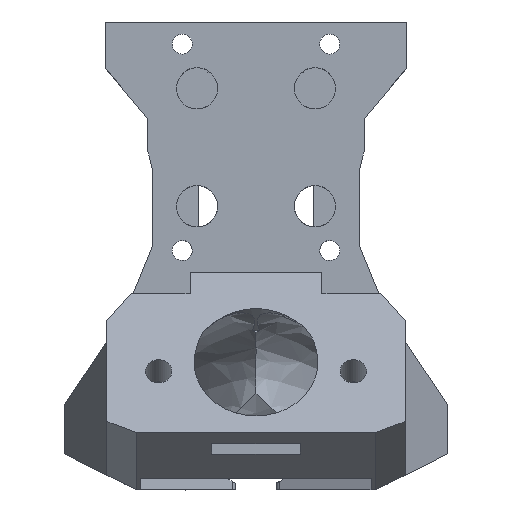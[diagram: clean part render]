
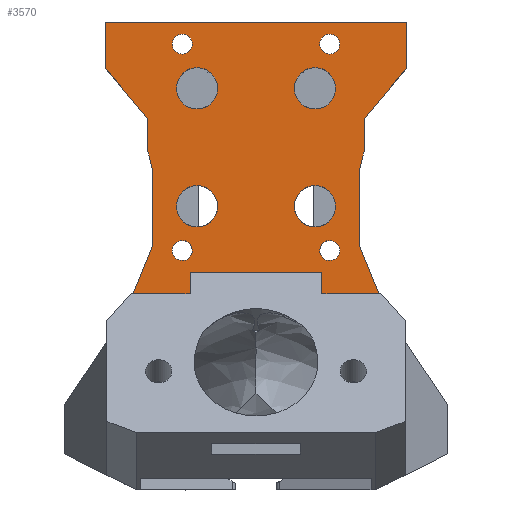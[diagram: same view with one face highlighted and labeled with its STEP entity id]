
A CAD part, front view. The second image highlights one B-rep face of the part: STEP entity #3570.
In plain terms, the highlighted planar face has unit normal (0, -1, 0).
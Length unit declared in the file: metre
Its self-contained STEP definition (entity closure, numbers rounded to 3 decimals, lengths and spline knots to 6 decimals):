
#47=CIRCLE('',#3788,0.0035);
#48=CIRCLE('',#3789,0.0035);
#49=CIRCLE('',#3790,0.0017);
#50=CIRCLE('',#3791,0.0017);
#51=CIRCLE('',#3792,0.0035);
#52=CIRCLE('',#3793,0.0035);
#53=CIRCLE('',#3794,0.0017);
#54=CIRCLE('',#3795,0.0017);
#343=ORIENTED_EDGE('',*,*,#1362,.F.);
#344=ORIENTED_EDGE('',*,*,#1388,.T.);
#345=ORIENTED_EDGE('',*,*,#1389,.F.);
#346=ORIENTED_EDGE('',*,*,#1390,.F.);
#347=ORIENTED_EDGE('',*,*,#1391,.F.);
#348=ORIENTED_EDGE('',*,*,#1392,.F.);
#349=ORIENTED_EDGE('',*,*,#1393,.F.);
#350=ORIENTED_EDGE('',*,*,#1394,.T.);
#351=ORIENTED_EDGE('',*,*,#1395,.T.);
#352=ORIENTED_EDGE('',*,*,#1396,.T.);
#353=ORIENTED_EDGE('',*,*,#1397,.T.);
#354=ORIENTED_EDGE('',*,*,#1398,.F.);
#355=ORIENTED_EDGE('',*,*,#1369,.T.);
#356=ORIENTED_EDGE('',*,*,#1399,.T.);
#357=ORIENTED_EDGE('',*,*,#1400,.F.);
#358=ORIENTED_EDGE('',*,*,#1401,.F.);
#359=ORIENTED_EDGE('',*,*,#1402,.T.);
#360=ORIENTED_EDGE('',*,*,#1403,.T.);
#361=ORIENTED_EDGE('',*,*,#1404,.T.);
#362=ORIENTED_EDGE('',*,*,#1405,.T.);
#363=ORIENTED_EDGE('',*,*,#1406,.F.);
#364=ORIENTED_EDGE('',*,*,#1407,.F.);
#1362=EDGE_CURVE('',#1885,#1887,#2212,.T.);
#1369=EDGE_CURVE('',#1893,#1894,#2218,.T.);
#1388=EDGE_CURVE('',#1885,#1909,#2234,.T.);
#1389=EDGE_CURVE('',#1910,#1909,#2235,.T.);
#1390=EDGE_CURVE('',#1911,#1910,#2236,.T.);
#1391=EDGE_CURVE('',#1912,#1911,#2237,.T.);
#1392=EDGE_CURVE('',#1913,#1912,#2238,.T.);
#1393=EDGE_CURVE('',#1914,#1913,#2239,.T.);
#1394=EDGE_CURVE('',#1914,#1915,#2240,.T.);
#1395=EDGE_CURVE('',#1915,#1916,#2241,.T.);
#1396=EDGE_CURVE('',#1916,#1917,#2242,.T.);
#1397=EDGE_CURVE('',#1917,#1918,#2243,.T.);
#1398=EDGE_CURVE('',#1893,#1918,#2244,.T.);
#1399=EDGE_CURVE('',#1894,#1887,#2245,.T.);
#1400=EDGE_CURVE('',#1919,#1919,#47,.T.);
#1401=EDGE_CURVE('',#1920,#1920,#48,.T.);
#1402=EDGE_CURVE('',#1921,#1921,#49,.T.);
#1403=EDGE_CURVE('',#1922,#1922,#50,.T.);
#1404=EDGE_CURVE('',#1923,#1923,#51,.T.);
#1405=EDGE_CURVE('',#1924,#1924,#52,.T.);
#1406=EDGE_CURVE('',#1925,#1925,#53,.T.);
#1407=EDGE_CURVE('',#1926,#1926,#54,.T.);
#1885=VERTEX_POINT('',#5873);
#1887=VERTEX_POINT('',#5876);
#1893=VERTEX_POINT('',#5893);
#1894=VERTEX_POINT('',#5894);
#1909=VERTEX_POINT('',#5934);
#1910=VERTEX_POINT('',#5936);
#1911=VERTEX_POINT('',#5938);
#1912=VERTEX_POINT('',#5940);
#1913=VERTEX_POINT('',#5942);
#1914=VERTEX_POINT('',#5944);
#1915=VERTEX_POINT('',#5946);
#1916=VERTEX_POINT('',#5948);
#1917=VERTEX_POINT('',#5950);
#1918=VERTEX_POINT('',#5952);
#1919=VERTEX_POINT('',#5956);
#1920=VERTEX_POINT('',#5958);
#1921=VERTEX_POINT('',#5960);
#1922=VERTEX_POINT('',#5962);
#1923=VERTEX_POINT('',#5964);
#1924=VERTEX_POINT('',#5966);
#1925=VERTEX_POINT('',#5968);
#1926=VERTEX_POINT('',#5970);
#2212=LINE('',#5875,#2561);
#2218=LINE('',#5892,#2567);
#2234=LINE('',#5933,#2583);
#2235=LINE('',#5935,#2584);
#2236=LINE('',#5937,#2585);
#2237=LINE('',#5939,#2586);
#2238=LINE('',#5941,#2587);
#2239=LINE('',#5943,#2588);
#2240=LINE('',#5945,#2589);
#2241=LINE('',#5947,#2590);
#2242=LINE('',#5949,#2591);
#2243=LINE('',#5951,#2592);
#2244=LINE('',#5953,#2593);
#2245=LINE('',#5954,#2594);
#2561=VECTOR('',#4130,1.);
#2567=VECTOR('',#4138,1.);
#2583=VECTOR('',#4164,1.);
#2584=VECTOR('',#4165,1.);
#2585=VECTOR('',#4166,1.);
#2586=VECTOR('',#4167,1.);
#2587=VECTOR('',#4168,1.);
#2588=VECTOR('',#4169,1.);
#2589=VECTOR('',#4170,1.);
#2590=VECTOR('',#4171,1.);
#2591=VECTOR('',#4172,1.);
#2592=VECTOR('',#4173,1.);
#2593=VECTOR('',#4174,1.);
#2594=VECTOR('',#4175,1.);
#2890=EDGE_LOOP('',(#343,#344,#345,#346,#347,#348,#349,#350,#351,#352,#353,
#354,#355,#356));
#2891=EDGE_LOOP('',(#357));
#2892=EDGE_LOOP('',(#358));
#2893=EDGE_LOOP('',(#359));
#2894=EDGE_LOOP('',(#360));
#2895=EDGE_LOOP('',(#361));
#2896=EDGE_LOOP('',(#362));
#2897=EDGE_LOOP('',(#363));
#2898=EDGE_LOOP('',(#364));
#3165=FACE_BOUND('',#2890,.T.);
#3166=FACE_BOUND('',#2891,.T.);
#3167=FACE_BOUND('',#2892,.T.);
#3168=FACE_BOUND('',#2893,.T.);
#3169=FACE_BOUND('',#2894,.T.);
#3170=FACE_BOUND('',#2895,.T.);
#3171=FACE_BOUND('',#2896,.T.);
#3172=FACE_BOUND('',#2897,.T.);
#3173=FACE_BOUND('',#2898,.T.);
#3432=PLANE('',#3787);
#3570=ADVANCED_FACE('',(#3165,#3166,#3167,#3168,#3169,#3170,#3171,#3172,
#3173),#3432,.F.);
#3787=AXIS2_PLACEMENT_3D('',#5932,#4162,#4163);
#3788=AXIS2_PLACEMENT_3D('',#5955,#4176,#4177);
#3789=AXIS2_PLACEMENT_3D('',#5957,#4178,#4179);
#3790=AXIS2_PLACEMENT_3D('',#5959,#4180,#4181);
#3791=AXIS2_PLACEMENT_3D('',#5961,#4182,#4183);
#3792=AXIS2_PLACEMENT_3D('',#5963,#4184,#4185);
#3793=AXIS2_PLACEMENT_3D('',#5965,#4186,#4187);
#3794=AXIS2_PLACEMENT_3D('',#5967,#4188,#4189);
#3795=AXIS2_PLACEMENT_3D('',#5969,#4190,#4191);
#4130=DIRECTION('',(0.378,0.,-0.926));
#4138=DIRECTION('',(-0.378,0.,-0.926));
#4162=DIRECTION('',(0.,1.,0.));
#4163=DIRECTION('',(0.,0.,1.));
#4164=DIRECTION('',(0.,0.,1.));
#4165=DIRECTION('',(-0.236,0.,-0.972));
#4166=DIRECTION('',(0.,0.,-1.));
#4167=DIRECTION('',(-0.643,0.,-0.766));
#4168=DIRECTION('',(0.,0.,-1.));
#4169=DIRECTION('',(1.,0.,0.));
#4170=DIRECTION('',(0.,0.,-1.));
#4171=DIRECTION('',(0.643,0.,-0.766));
#4172=DIRECTION('',(0.,0.,-1.));
#4173=DIRECTION('',(0.236,0.,-0.972));
#4174=DIRECTION('',(0.,0.,1.));
#4175=DIRECTION('',(1.,0.,0.));
#4176=DIRECTION('',(0.,-1.,0.));
#4177=DIRECTION('',(0.,0.,-1.));
#4178=DIRECTION('',(0.,-1.,0.));
#4179=DIRECTION('',(0.,0.,-1.));
#4180=DIRECTION('',(0.,1.,0.));
#4181=DIRECTION('',(-1.,0.,0.));
#4182=DIRECTION('',(0.,1.,0.));
#4183=DIRECTION('',(-1.,0.,0.));
#4184=DIRECTION('',(0.,1.,0.));
#4185=DIRECTION('',(0.,0.,-1.));
#4186=DIRECTION('',(0.,1.,0.));
#4187=DIRECTION('',(0.,0.,-1.));
#4188=DIRECTION('',(0.,-1.,0.));
#4189=DIRECTION('',(1.,0.,0.));
#4190=DIRECTION('',(0.,-1.,0.));
#4191=DIRECTION('',(1.,0.,0.));
#5873=CARTESIAN_POINT('',(0.0175,-0.01365,0.043332));
#5875=CARTESIAN_POINT('',(0.023813,-0.01365,0.027869));
#5876=CARTESIAN_POINT('',(0.023274,-0.01365,0.02919));
#5892=CARTESIAN_POINT('',(-0.023813,-0.01365,0.027869));
#5893=CARTESIAN_POINT('',(-0.0175,-0.01365,0.043332));
#5894=CARTESIAN_POINT('',(-0.023274,-0.01365,0.02919));
#5932=CARTESIAN_POINT('',(0.,-0.01365,0.018147));
#5933=CARTESIAN_POINT('',(0.0175,-0.01365,0.018147));
#5934=CARTESIAN_POINT('',(0.0175,-0.01365,0.055865));
#5935=CARTESIAN_POINT('',(0.01795,-0.01365,0.05772));
#5936=CARTESIAN_POINT('',(0.0184,-0.01365,0.059575));
#5937=CARTESIAN_POINT('',(0.0184,-0.01365,0.064575));
#5938=CARTESIAN_POINT('',(0.0184,-0.01365,0.064908));
#5939=CARTESIAN_POINT('',(0.024726,-0.01365,0.072447));
#5940=CARTESIAN_POINT('',(0.0256,-0.01365,0.073489));
#5941=CARTESIAN_POINT('',(0.0256,-0.01365,0.07875));
#5942=CARTESIAN_POINT('',(0.0256,-0.01365,0.08125));
#5943=CARTESIAN_POINT('',(0.012,-0.01365,0.08125));
#5944=CARTESIAN_POINT('',(-0.0256,-0.01365,0.08125));
#5945=CARTESIAN_POINT('',(-0.0256,-0.01365,0.07875));
#5946=CARTESIAN_POINT('',(-0.0256,-0.01365,0.073489));
#5947=CARTESIAN_POINT('',(-0.024726,-0.01365,0.072447));
#5948=CARTESIAN_POINT('',(-0.0184,-0.01365,0.064908));
#5949=CARTESIAN_POINT('',(-0.0184,-0.01365,0.064575));
#5950=CARTESIAN_POINT('',(-0.0184,-0.01365,0.059575));
#5951=CARTESIAN_POINT('',(-0.01795,-0.01365,0.05772));
#5952=CARTESIAN_POINT('',(-0.0175,-0.01365,0.055865));
#5953=CARTESIAN_POINT('',(-0.0175,-0.01365,0.018147));
#5954=CARTESIAN_POINT('',(-0.12414,-0.01365,0.02919));
#5955=CARTESIAN_POINT('',(-0.01,-0.01365,0.05));
#5956=CARTESIAN_POINT('',(-0.01,-0.01365,0.0465));
#5957=CARTESIAN_POINT('',(-0.01,-0.01365,0.07));
#5958=CARTESIAN_POINT('',(-0.01,-0.01365,0.0665));
#5959=CARTESIAN_POINT('',(-0.0125,-0.01365,0.0425));
#5960=CARTESIAN_POINT('',(-0.0142,-0.01365,0.0425));
#5961=CARTESIAN_POINT('',(-0.0125,-0.01365,0.0775));
#5962=CARTESIAN_POINT('',(-0.0142,-0.01365,0.0775));
#5963=CARTESIAN_POINT('',(0.01,-0.01365,0.05));
#5964=CARTESIAN_POINT('',(0.01,-0.01365,0.0465));
#5965=CARTESIAN_POINT('',(0.01,-0.01365,0.07));
#5966=CARTESIAN_POINT('',(0.01,-0.01365,0.0665));
#5967=CARTESIAN_POINT('',(0.0125,-0.01365,0.0425));
#5968=CARTESIAN_POINT('',(0.0142,-0.01365,0.0425));
#5969=CARTESIAN_POINT('',(0.0125,-0.01365,0.0775));
#5970=CARTESIAN_POINT('',(0.0142,-0.01365,0.0775));
